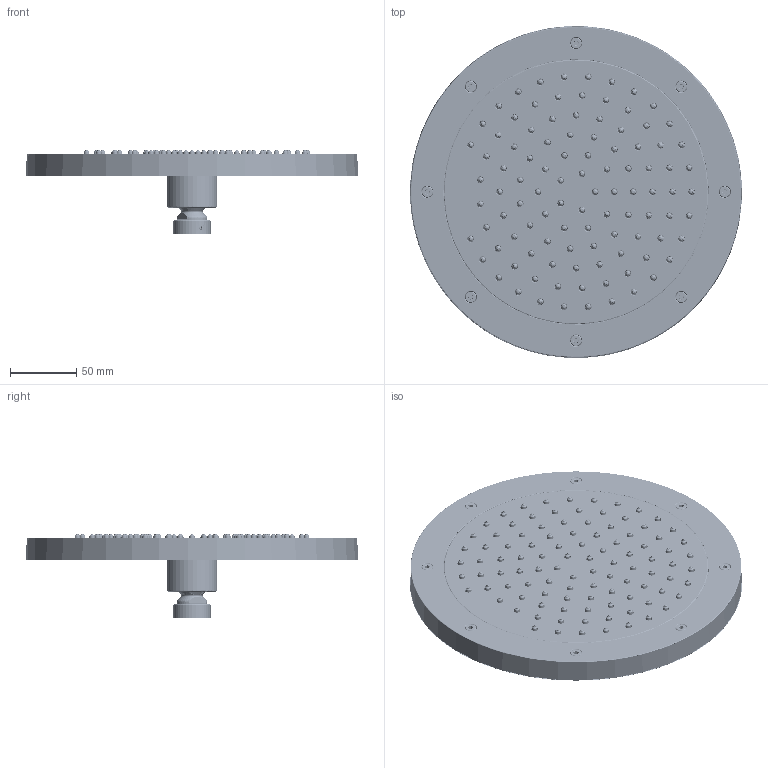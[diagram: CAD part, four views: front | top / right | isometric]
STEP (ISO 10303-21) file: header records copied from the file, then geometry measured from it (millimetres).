
FILE_DESCRIPTION(('CAx-IF Rec.Pracs.---Model Styling and Organization---1.2---2011-12-15','CAx-IF Rec.Pracs.---Geometric and Assembly Validation Properties---4.1---2014-06-16','CAx-IF Rec.Pracs.---PMI Polyline Presentation---2.0---2013-05-24'),'2;1');
FILE_NAME('1000155109_PPR_000.stp','2021-09-01T08:19:08+02:00',(''),(''),'STEP Interface 4.3 by CT CoreTechnologie','3D_Evolution4.3 by CT CoreTechnologie','');
FILE_SCHEMA(('AP203_CONFIGURATION_CONTROLLED_3D_DESIGN_OF_MECHANICAL_PARTS_AND_ASSEMBLIES_MIM_LF'));
Length unit declared in the file: millimetre
Products named in the file (9): P_2 AX KB 245 1jet 1.5_1.75_2.5 GPM 1000155109_PPR_000_A0; P_2 Strahlscheibe KB Mini Royal 1000155108_PPA_000_A0; AX Showers_KB Mini Royal_Abdeckung steel 1000152051_PPA_000_A1; Senkschraube  ISO10642-M4x10-A2 1000000168_PPA_000_A1; Gewindestift DIN914-M4x6-A2 1000000128_PPA_000_A0; P_2 EB gerade Strahleinsatz KB NPS S 1000154020_PPA_000_A0; P_2 Verdrehsicherung 1000105363_PPA_000_A0; P_2 Gelenkkugel D7 KB 1000094459_PPA_000_A0; P_2 Ueberwurfmutter AX KB 1000154021_PPA_000_A0
Assembly tree (19 placements, depth 2):
  P_2 AX KB 245 1jet 1.5_1.75_2.5 GPM 1000155109_PPR_000_A0
    P_2 Strahlscheibe KB Mini Royal 1000155108_PPA_000_A0
    AX Showers_KB Mini Royal_Abdeckung steel 1000152051_PPA_000_A1
    Senkschraube  ISO10642-M4x10-A2 1000000168_PPA_000_A1  x12
    Gewindestift DIN914-M4x6-A2 1000000128_PPA_000_A0
    P_2 EB gerade Strahleinsatz KB NPS S 1000154020_PPA_000_A0
    P_2 Verdrehsicherung 1000105363_PPA_000_A0
    P_2 Gelenkkugel D7 KB 1000094459_PPA_000_A0
    P_2 Ueberwurfmutter AX KB 1000154021_PPA_000_A0
Bounding box: 251.05 x 251.05 x 63.91 mm (x, y, z)
Volume: 863746 mm3; surface area: 236662.4 mm2
Topology: 120 solids, 120 shells, 4864 faces, 10380 edges, 5889 vertices
Faces by surface type: bspline 2886, plane 1335, cylinder 643
Entity records: 220024 total; most frequent: CARTESIAN_POINT 75352, ORIENTED_EDGE 19952, DIRECTION 19701, EDGE_CURVE 9976, AXIS2_PLACEMENT_3D 8146, CIRCLE 6269, VERTEX_POINT 5647, EDGE_LOOP 5039
